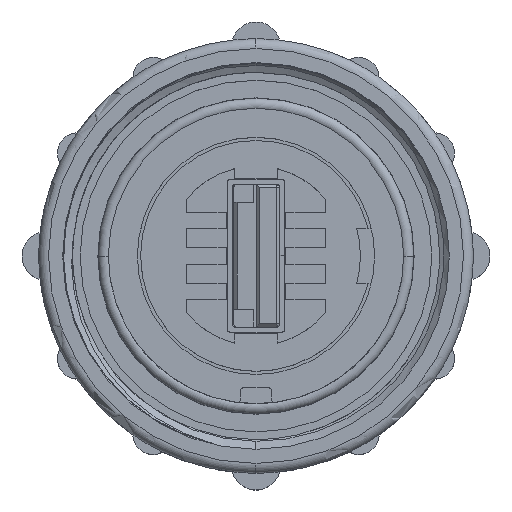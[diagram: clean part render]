
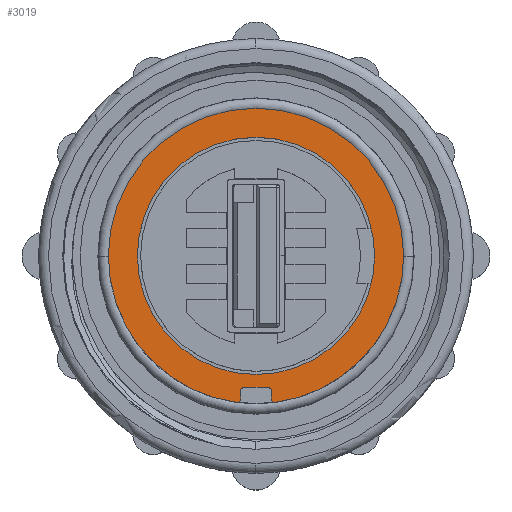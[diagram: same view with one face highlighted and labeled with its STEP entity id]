
A CAD part, top view. The second image highlights one B-rep face of the part: STEP entity #3019.
In plain terms, the highlighted planar face has unit normal (0, 0, 1).
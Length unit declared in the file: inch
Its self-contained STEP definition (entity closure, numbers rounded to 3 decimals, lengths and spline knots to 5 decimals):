
#75 = AXIS2_PLACEMENT_3D ( 'NONE', #4566, #15495, #6149 ) ;
#205 = CIRCLE ( 'NONE', #8817, 0.4555 ) ;
#292 = EDGE_CURVE ( 'NONE', #5677, #8949, #2623, .T. ) ;
#388 = VERTEX_POINT ( 'NONE', #3539 ) ;
#1033 = DIRECTION ( 'NONE',  ( 0., 0., -1. ) ) ;
#1197 = CARTESIAN_POINT ( 'NONE',  ( -0.366, 0., 0. ) ) ;
#1513 = ORIENTED_EDGE ( 'NONE', *, *, #6370, .F. ) ;
#1835 = DIRECTION ( 'NONE',  ( 0., 0., 1. ) ) ;
#1845 = CARTESIAN_POINT ( 'NONE',  ( 0., 0., 0. ) ) ;
#1862 = CIRCLE ( 'NONE', #7365, 0.366 ) ;
#1870 = DIRECTION ( 'NONE',  ( 0., 0., -1. ) ) ;
#2507 = VECTOR ( 'NONE', #12526, 39.37008 ) ;
#2623 = CIRCLE ( 'NONE', #10894, 0.4555 ) ;
#2643 = EDGE_CURVE ( 'NONE', #388, #16120, #12586, .T. ) ;
#2701 = VERTEX_POINT ( 'NONE', #7370 ) ;
#3019 = ADVANCED_FACE ( 'NONE', ( #12344, #19677 ), #11246, .F. ) ;
#3124 = ORIENTED_EDGE ( 'NONE', *, *, #6544, .T. ) ;
#3415 = DIRECTION ( 'NONE',  ( 1., 0., 0. ) ) ;
#3470 = LINE ( 'NONE', #10937, #2507 ) ;
#3539 = CARTESIAN_POINT ( 'NONE',  ( -0.0475, -0.4155, 0. ) ) ;
#4566 = CARTESIAN_POINT ( 'NONE',  ( 0., 0., 0. ) ) ;
#4791 = VERTEX_POINT ( 'NONE', #10173 ) ;
#4809 = CARTESIAN_POINT ( 'NONE',  ( 0.0475, -0.44177, 0. ) ) ;
#5008 = ORIENTED_EDGE ( 'NONE', *, *, #13873, .T. ) ;
#5049 = CARTESIAN_POINT ( 'NONE',  ( -0.0375, -0.4155, 0. ) ) ;
#5171 = CARTESIAN_POINT ( 'NONE',  ( 0.0475, -0.4055, 0. ) ) ;
#5328 = ORIENTED_EDGE ( 'NONE', *, *, #292, .T. ) ;
#5677 = VERTEX_POINT ( 'NONE', #13037 ) ;
#5718 = VERTEX_POINT ( 'NONE', #11731 ) ;
#5890 = AXIS2_PLACEMENT_3D ( 'NONE', #5049, #15984, #6626 ) ;
#6149 = DIRECTION ( 'NONE',  ( 1., 0., 0. ) ) ;
#6317 = VERTEX_POINT ( 'NONE', #4809 ) ;
#6370 = EDGE_CURVE ( 'NONE', #12682, #8721, #15347, .T. ) ;
#6544 = EDGE_CURVE ( 'NONE', #388, #5718, #12421, .T. ) ;
#6571 = DIRECTION ( 'NONE',  ( 0., 0., 1. ) ) ;
#6626 = DIRECTION ( 'NONE',  ( -1., 0., 0. ) ) ;
#6661 = CARTESIAN_POINT ( 'NONE',  ( 0., 0., 0. ) ) ;
#6722 = ORIENTED_EDGE ( 'NONE', *, *, #17599, .F. ) ;
#6748 = DIRECTION ( 'NONE',  ( 0., 1., 0. ) ) ;
#6935 = CARTESIAN_POINT ( 'NONE',  ( -0.4555, 0., 0. ) ) ;
#7037 = EDGE_CURVE ( 'NONE', #8721, #12682, #1862, .T. ) ;
#7041 = AXIS2_PLACEMENT_3D ( 'NONE', #18195, #8808, #19768 ) ;
#7202 = CARTESIAN_POINT ( 'NONE',  ( -0.0475, -0.44177, 0. ) ) ;
#7365 = AXIS2_PLACEMENT_3D ( 'NONE', #15929, #6571, #17495 ) ;
#7370 = CARTESIAN_POINT ( 'NONE',  ( 0.05879, -0.45169, 0. ) ) ;
#7510 = DIRECTION ( 'NONE',  ( 0., -1., 0. ) ) ;
#7901 = AXIS2_PLACEMENT_3D ( 'NONE', #17371, #8006, #18950 ) ;
#8006 = DIRECTION ( 'NONE',  ( 0., 0., 1. ) ) ;
#8032 = EDGE_CURVE ( 'NONE', #11436, #4791, #18255, .T. ) ;
#8225 = DIRECTION ( 'NONE',  ( 1., 0., 0. ) ) ;
#8239 = ORIENTED_EDGE ( 'NONE', *, *, #8032, .T. ) ;
#8341 = AXIS2_PLACEMENT_3D ( 'NONE', #1845, #12796, #3415 ) ;
#8358 = LINE ( 'NONE', #5171, #14705 ) ;
#8591 = CARTESIAN_POINT ( 'NONE',  ( -0.05879, -0.45169, 0. ) ) ;
#8721 = VERTEX_POINT ( 'NONE', #18930 ) ;
#8808 = DIRECTION ( 'NONE',  ( 0., 0., 1. ) ) ;
#8817 = AXIS2_PLACEMENT_3D ( 'NONE', #6661, #17594, #8225 ) ;
#8949 = VERTEX_POINT ( 'NONE', #6935 ) ;
#9022 = ORIENTED_EDGE ( 'NONE', *, *, #17258, .F. ) ;
#9310 = CIRCLE ( 'NONE', #7901, 0.01 ) ;
#10173 = CARTESIAN_POINT ( 'NONE',  ( 0.0475, -0.4155, 0. ) ) ;
#10393 = CARTESIAN_POINT ( 'NONE',  ( 0.0375, -0.4155, 0. ) ) ;
#10450 = CARTESIAN_POINT ( 'NONE',  ( 0.0375, -0.4055, 0. ) ) ;
#10894 = AXIS2_PLACEMENT_3D ( 'NONE', #11214, #1835, #12788 ) ;
#10937 = CARTESIAN_POINT ( 'NONE',  ( -0.0475, -0.4055, 0. ) ) ;
#11100 = ORIENTED_EDGE ( 'NONE', *, *, #2643, .F. ) ;
#11173 = CARTESIAN_POINT ( 'NONE',  ( 0., 0.414, 0. ) ) ;
#11190 = ORIENTED_EDGE ( 'NONE', *, *, #19751, .T. ) ;
#11214 = CARTESIAN_POINT ( 'NONE',  ( 0., 0., 0. ) ) ;
#11246 = PLANE ( 'NONE',  #14715 ) ;
#11436 = VERTEX_POINT ( 'NONE', #10450 ) ;
#11713 = EDGE_LOOP ( 'NONE', ( #16904, #1513 ) ) ;
#11731 = CARTESIAN_POINT ( 'NONE',  ( -0.0375, -0.4055, 0. ) ) ;
#11976 = DIRECTION ( 'NONE',  ( -1., 0., 0. ) ) ;
#12122 = VERTEX_POINT ( 'NONE', #8591 ) ;
#12344 = FACE_BOUND ( 'NONE', #11713, .T. ) ;
#12421 = CIRCLE ( 'NONE', #5890, 0.01 ) ;
#12526 = DIRECTION ( 'NONE',  ( -1., 0., 0. ) ) ;
#12586 = LINE ( 'NONE', #18517, #17240 ) ;
#12682 = VERTEX_POINT ( 'NONE', #1197 ) ;
#12788 = DIRECTION ( 'NONE',  ( 1., 0., 0. ) ) ;
#12796 = DIRECTION ( 'NONE',  ( 0., 0., 1. ) ) ;
#12821 = DIRECTION ( 'NONE',  ( -1., 0., 0. ) ) ;
#13037 = CARTESIAN_POINT ( 'NONE',  ( 0.4555, 0., 0. ) ) ;
#13873 = EDGE_CURVE ( 'NONE', #8949, #12122, #17131, .T. ) ;
#14705 = VECTOR ( 'NONE', #6748, 39.37008 ) ;
#14715 = AXIS2_PLACEMENT_3D ( 'NONE', #11173, #1870, #12821 ) ;
#15083 = EDGE_CURVE ( 'NONE', #12122, #16120, #19737, .T. ) ;
#15347 = CIRCLE ( 'NONE', #8341, 0.366 ) ;
#15495 = DIRECTION ( 'NONE',  ( 0., 0., 1. ) ) ;
#15929 = CARTESIAN_POINT ( 'NONE',  ( 0., 0., 0. ) ) ;
#15984 = DIRECTION ( 'NONE',  ( 0., 0., -1. ) ) ;
#16120 = VERTEX_POINT ( 'NONE', #7202 ) ;
#16793 = EDGE_LOOP ( 'NONE', ( #6722, #19661, #11190, #5328, #5008, #19510, #11100, #3124, #9022, #8239 ) ) ;
#16904 = ORIENTED_EDGE ( 'NONE', *, *, #7037, .F. ) ;
#17131 = CIRCLE ( 'NONE', #75, 0.4555 ) ;
#17240 = VECTOR ( 'NONE', #7510, 39.37008 ) ;
#17258 = EDGE_CURVE ( 'NONE', #11436, #5718, #3470, .T. ) ;
#17371 = CARTESIAN_POINT ( 'NONE',  ( 0.0575, -0.44177, 0. ) ) ;
#17495 = DIRECTION ( 'NONE',  ( 1., 0., 0. ) ) ;
#17594 = DIRECTION ( 'NONE',  ( 0., 0., 1. ) ) ;
#17599 = EDGE_CURVE ( 'NONE', #6317, #4791, #8358, .T. ) ;
#18195 = CARTESIAN_POINT ( 'NONE',  ( -0.0575, -0.44177, 0. ) ) ;
#18255 = CIRCLE ( 'NONE', #18776, 0.01 ) ;
#18517 = CARTESIAN_POINT ( 'NONE',  ( -0.0475, -0.45302, 0. ) ) ;
#18673 = EDGE_CURVE ( 'NONE', #6317, #2701, #9310, .T. ) ;
#18776 = AXIS2_PLACEMENT_3D ( 'NONE', #10393, #1033, #11976 ) ;
#18930 = CARTESIAN_POINT ( 'NONE',  ( 0.366, 0., 0. ) ) ;
#18950 = DIRECTION ( 'NONE',  ( -1., 0., 0. ) ) ;
#19510 = ORIENTED_EDGE ( 'NONE', *, *, #15083, .T. ) ;
#19661 = ORIENTED_EDGE ( 'NONE', *, *, #18673, .T. ) ;
#19677 = FACE_OUTER_BOUND ( 'NONE', #16793, .T. ) ;
#19737 = CIRCLE ( 'NONE', #7041, 0.01 ) ;
#19751 = EDGE_CURVE ( 'NONE', #2701, #5677, #205, .T. ) ;
#19768 = DIRECTION ( 'NONE',  ( -1., 0., 0. ) ) ;
